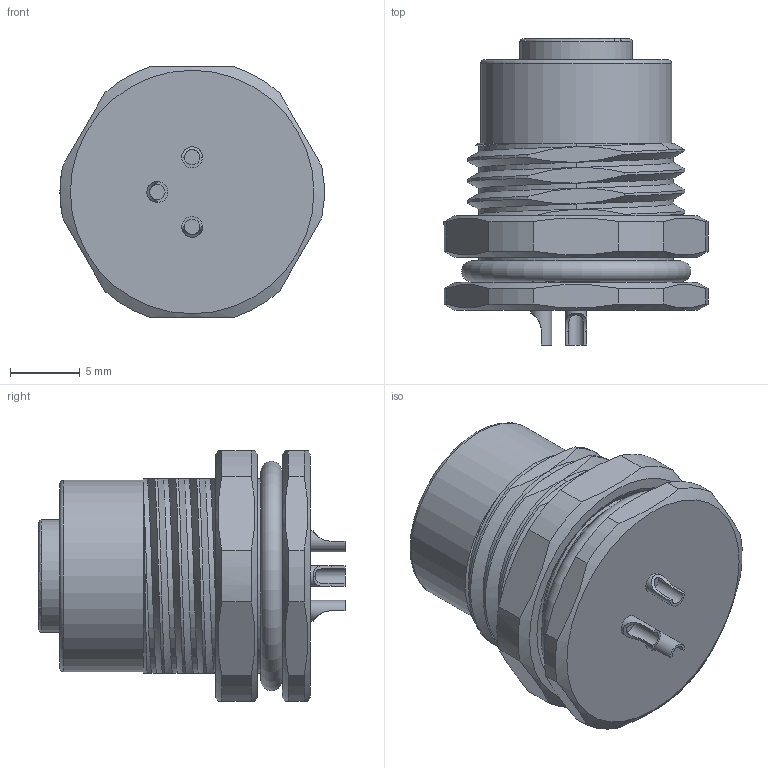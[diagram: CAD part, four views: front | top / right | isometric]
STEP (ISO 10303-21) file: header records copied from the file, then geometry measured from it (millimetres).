
FILE_DESCRIPTION(/* description */ (''),/* implementation_level */ '2;1');
FILE_NAME(/* name */ '1006010000007.stp',/* time_stamp */ '2023-07-20T09:30:00+08:00',/* author */ (''),/* organization */ (''),/* preprocessor_version */ 'ST-DEVELOPER v11',/* originating_system */ 'SIEMENS PLM Software NX 7.5',/* authorisation */ '');
FILE_SCHEMA (('CONFIG_CONTROL_DESIGN'));
Length unit declared in the file: millimetre
Products named in the file (1): _model117
Bounding box: 18.98 x 22 x 18 mm (x, y, z)
Volume: 3080.8 mm3; surface area: 3478.3 mm2
Topology: 4 solids, 4 shells, 240 faces, 629 edges, 407 vertices
Faces by surface type: plane 107, cylinder 64, bspline 39, cone 19, torus 11
Full cylindrical faces by diameter (mm): 1 x3, 1.1 x8, 1.5 x6, 1.6 x5, 1.75 x2, 1.8 x2, 13.75 x1, 14 x6
Entity records: 22187 total; most frequent: CARTESIAN_POINT 17219, ORIENTED_EDGE 1070, DIRECTION 864, EDGE_CURVE 535, VERTEX_POINT 372, AXIS2_PLACEMENT_3D 342, EDGE_LOOP 304, ADVANCED_FACE 234
